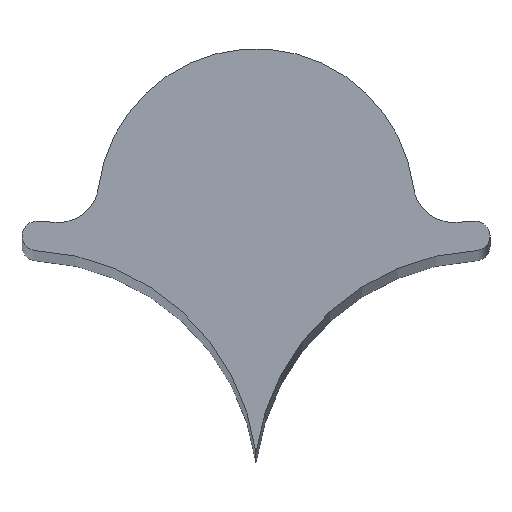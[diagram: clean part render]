
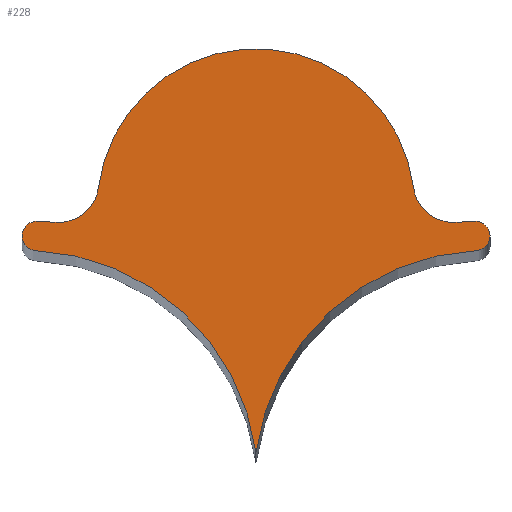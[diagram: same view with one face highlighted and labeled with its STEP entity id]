
A CAD part, top view. The second image highlights one B-rep face of the part: STEP entity #228.
In plain terms, the highlighted planar face has unit normal (0, 0, 1).
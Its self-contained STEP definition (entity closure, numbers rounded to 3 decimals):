
#4 = VERTEX_POINT ( 'NONE', #254 ) ;
#6 = ORIENTED_EDGE ( 'NONE', *, *, #327, .T. ) ;
#8 = AXIS2_PLACEMENT_3D ( 'NONE', #231, #104, #198 ) ;
#9 = DIRECTION ( 'NONE',  ( 0., 0., -1. ) ) ;
#10 = CARTESIAN_POINT ( 'NONE',  ( -3.368, 1.991, 0. ) ) ;
#14 = CIRCLE ( 'NONE', #242, 0.68 ) ;
#24 = DIRECTION ( 'NONE',  ( 0., 0., -1. ) ) ;
#38 = CARTESIAN_POINT ( 'NONE',  ( -3.763, 0.829, 0. ) ) ;
#39 = CARTESIAN_POINT ( 'NONE',  ( 3.4, 1.312, 0. ) ) ;
#44 = DIRECTION ( 'NONE',  ( 1., 0., 0. ) ) ;
#47 = CARTESIAN_POINT ( 'NONE',  ( 0., -2.621, 0. ) ) ;
#51 = DIRECTION ( 'NONE',  ( -0.999, 0.048, 0. ) ) ;
#52 = ORIENTED_EDGE ( 'NONE', *, *, #316, .T. ) ;
#55 = ORIENTED_EDGE ( 'NONE', *, *, #375, .T. ) ;
#63 = EDGE_CURVE ( 'NONE', #237, #140, #290, .T. ) ;
#66 = VECTOR ( 'NONE', #226, 1000. ) ;
#69 = DIRECTION ( 'NONE',  ( -1., 0., 0. ) ) ;
#71 = LINE ( 'NONE', #101, #66 ) ;
#75 = CARTESIAN_POINT ( 'NONE',  ( 3.963, -3.166, 0. ) ) ;
#77 = AXIS2_PLACEMENT_3D ( 'NONE', #288, #259, #348 ) ;
#86 = CIRCLE ( 'NONE', #137, 0.25 ) ;
#94 = DIRECTION ( 'NONE',  ( -1., 0., 0. ) ) ;
#97 = CARTESIAN_POINT ( 'NONE',  ( -3.738, 1.328, 0. ) ) ;
#99 = CIRCLE ( 'NONE', #373, 4. ) ;
#101 = CARTESIAN_POINT ( 'NONE',  ( 3.4, 1.312, 0. ) ) ;
#104 = DIRECTION ( 'NONE',  ( 0., 0., 1. ) ) ;
#114 = VERTEX_POINT ( 'NONE', #97 ) ;
#118 = ORIENTED_EDGE ( 'NONE', *, *, #367, .T. ) ;
#130 = FACE_OUTER_BOUND ( 'NONE', #271, .T. ) ;
#135 = DIRECTION ( 'NONE',  ( 0., 0., -1. ) ) ;
#137 = AXIS2_PLACEMENT_3D ( 'NONE', #301, #268, #144 ) ;
#140 = VERTEX_POINT ( 'NONE', #319 ) ;
#144 = DIRECTION ( 'NONE',  ( 1., 0., 0. ) ) ;
#147 = ORIENTED_EDGE ( 'NONE', *, *, #223, .T. ) ;
#162 = CARTESIAN_POINT ( 'NONE',  ( 3.368, 1.991, 0. ) ) ;
#179 = CIRCLE ( 'NONE', #376, 0.68 ) ;
#181 = CARTESIAN_POINT ( 'NONE',  ( -3.963, -3.166, 0. ) ) ;
#183 = EDGE_CURVE ( 'NONE', #234, #4, #179, .T. ) ;
#184 = VERTEX_POINT ( 'NONE', #38 ) ;
#192 = CIRCLE ( 'NONE', #8, 0.25 ) ;
#194 = EDGE_CURVE ( 'NONE', #4, #307, #230, .T. ) ;
#198 = DIRECTION ( 'NONE',  ( -1., 0., 0. ) ) ;
#199 = DIRECTION ( 'NONE',  ( 0., 0., -1. ) ) ;
#204 = EDGE_CURVE ( 'NONE', #140, #234, #71, .T. ) ;
#208 = ORIENTED_EDGE ( 'NONE', *, *, #63, .T. ) ;
#223 = EDGE_CURVE ( 'NONE', #366, #237, #192, .T. ) ;
#224 = CARTESIAN_POINT ( 'NONE',  ( 3.75, 1.079, 0. ) ) ;
#226 = DIRECTION ( 'NONE',  ( -0.999, -0.048, 0. ) ) ;
#227 = DIRECTION ( 'NONE',  ( 1., 0., 0. ) ) ;
#228 = ADVANCED_FACE ( 'NONE', ( #130 ), #291, .F. ) ;
#230 = CIRCLE ( 'NONE', #77, 2.715 ) ;
#231 = CARTESIAN_POINT ( 'NONE',  ( 3.75, 1.079, 0. ) ) ;
#234 = VERTEX_POINT ( 'NONE', #39 ) ;
#237 = VERTEX_POINT ( 'NONE', #349 ) ;
#242 = AXIS2_PLACEMENT_3D ( 'NONE', #392, #24, #352 ) ;
#244 = ORIENTED_EDGE ( 'NONE', *, *, #183, .T. ) ;
#254 = CARTESIAN_POINT ( 'NONE',  ( 2.693, 1.906, 0. ) ) ;
#259 = DIRECTION ( 'NONE',  ( 0., 0., 1. ) ) ;
#264 = CARTESIAN_POINT ( 'NONE',  ( 3.763, 0.829, 0. ) ) ;
#268 = DIRECTION ( 'NONE',  ( 0., 0., 1. ) ) ;
#271 = EDGE_LOOP ( 'NONE', ( #6, #118, #52, #338, #55, #147, #208, #303, #244, #393 ) ) ;
#272 = CARTESIAN_POINT ( 'NONE',  ( -3.4, 1.312, 0. ) ) ;
#278 = EDGE_CURVE ( 'NONE', #184, #298, #397, .T. ) ;
#283 = AXIS2_PLACEMENT_3D ( 'NONE', #181, #387, #304 ) ;
#288 = CARTESIAN_POINT ( 'NONE',  ( 0., 1.564, 0. ) ) ;
#290 = CIRCLE ( 'NONE', #296, 0.25 ) ;
#291 = PLANE ( 'NONE',  #355 ) ;
#294 = VECTOR ( 'NONE', #51, 1000. ) ;
#296 = AXIS2_PLACEMENT_3D ( 'NONE', #224, #309, #94 ) ;
#297 = CARTESIAN_POINT ( 'NONE',  ( -2.693, 1.906, 0. ) ) ;
#298 = VERTEX_POINT ( 'NONE', #47 ) ;
#301 = CARTESIAN_POINT ( 'NONE',  ( -3.75, 1.079, 0. ) ) ;
#303 = ORIENTED_EDGE ( 'NONE', *, *, #204, .T. ) ;
#304 = DIRECTION ( 'NONE',  ( -1., 0., 0. ) ) ;
#307 = VERTEX_POINT ( 'NONE', #297 ) ;
#309 = DIRECTION ( 'NONE',  ( 0., 0., 1. ) ) ;
#316 = EDGE_CURVE ( 'NONE', #114, #184, #86, .T. ) ;
#319 = CARTESIAN_POINT ( 'NONE',  ( 3.738, 1.328, 0. ) ) ;
#327 = EDGE_CURVE ( 'NONE', #307, #331, #14, .T. ) ;
#331 = VERTEX_POINT ( 'NONE', #272 ) ;
#336 = LINE ( 'NONE', #395, #294 ) ;
#338 = ORIENTED_EDGE ( 'NONE', *, *, #278, .T. ) ;
#348 = DIRECTION ( 'NONE',  ( -1., 0., 0. ) ) ;
#349 = CARTESIAN_POINT ( 'NONE',  ( 4., 1.079, 0. ) ) ;
#352 = DIRECTION ( 'NONE',  ( -1., 0., 0. ) ) ;
#355 = AXIS2_PLACEMENT_3D ( 'NONE', #10, #9, #69 ) ;
#366 = VERTEX_POINT ( 'NONE', #264 ) ;
#367 = EDGE_CURVE ( 'NONE', #331, #114, #336, .T. ) ;
#373 = AXIS2_PLACEMENT_3D ( 'NONE', #75, #199, #44 ) ;
#375 = EDGE_CURVE ( 'NONE', #298, #366, #99, .T. ) ;
#376 = AXIS2_PLACEMENT_3D ( 'NONE', #162, #135, #227 ) ;
#387 = DIRECTION ( 'NONE',  ( 0., 0., -1. ) ) ;
#392 = CARTESIAN_POINT ( 'NONE',  ( -3.368, 1.991, 0. ) ) ;
#393 = ORIENTED_EDGE ( 'NONE', *, *, #194, .T. ) ;
#395 = CARTESIAN_POINT ( 'NONE',  ( -3.4, 1.312, 0. ) ) ;
#397 = CIRCLE ( 'NONE', #283, 4. ) ;
